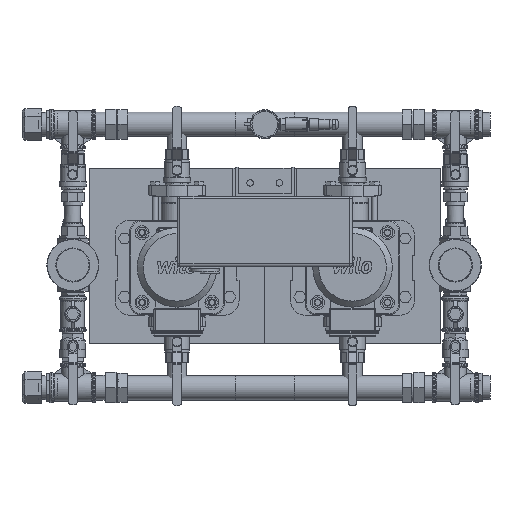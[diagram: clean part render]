
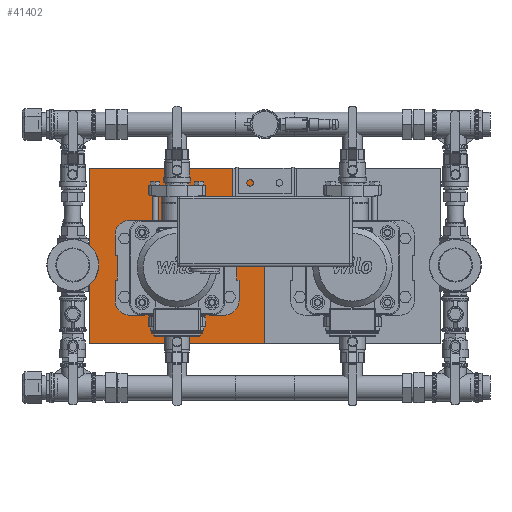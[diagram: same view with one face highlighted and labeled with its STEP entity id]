
A CAD part, top view. The second image highlights one B-rep face of the part: STEP entity #41402.
In plain terms, the highlighted planar face has unit normal (0, 0, 1).
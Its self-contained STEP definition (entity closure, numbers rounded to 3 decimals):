
#4168=FACE_OUTER_BOUND('',#6891,.T.);
#6891=EDGE_LOOP('',(#27805,#27806,#27807,#27808));
#10242=LINE('',#61472,#13995);
#10263=LINE('',#61514,#14016);
#10265=LINE('',#61518,#14018);
#10266=LINE('',#61519,#14019);
#13995=VECTOR('',#48747,1.);
#14016=VECTOR('',#48778,10.);
#14018=VECTOR('',#48782,10.);
#14019=VECTOR('',#48783,10.);
#17748=VERTEX_POINT('',#61470);
#17749=VERTEX_POINT('',#61471);
#17765=VERTEX_POINT('',#61513);
#17766=VERTEX_POINT('',#61517);
#21812=EDGE_CURVE('',#17748,#17749,#10242,.T.);
#21833=EDGE_CURVE('',#17765,#17749,#10263,.T.);
#21835=EDGE_CURVE('',#17766,#17748,#10265,.T.);
#21836=EDGE_CURVE('',#17766,#17765,#10266,.T.);
#27805=ORIENTED_EDGE('',*,*,#21812,.F.);
#27806=ORIENTED_EDGE('',*,*,#21835,.F.);
#27807=ORIENTED_EDGE('',*,*,#21836,.T.);
#27808=ORIENTED_EDGE('',*,*,#21833,.T.);
#39701=PLANE('',#44264);
#41402=ADVANCED_FACE('',(#4168),#39701,.T.);
#44264=AXIS2_PLACEMENT_3D('',#61516,#48780,#48781);
#48747=DIRECTION('',(0.,-1.,0.));
#48778=DIRECTION('',(1.,0.,0.));
#48780=DIRECTION('center_axis',(0.,0.,1.));
#48781=DIRECTION('ref_axis',(0.,-1.,0.));
#48782=DIRECTION('',(1.,0.,0.));
#48783=DIRECTION('',(0.,-1.,0.));
#61470=CARTESIAN_POINT('',(300.,150.,50.));
#61471=CARTESIAN_POINT('',(300.,-150.,50.));
#61472=CARTESIAN_POINT('',(300.,0.,50.));
#61513=CARTESIAN_POINT('',(0.,-150.,50.));
#61514=CARTESIAN_POINT('',(300.,-150.,50.));
#61516=CARTESIAN_POINT('Origin',(300.,0.,50.));
#61517=CARTESIAN_POINT('',(0.,150.,50.));
#61518=CARTESIAN_POINT('',(300.,150.,50.));
#61519=CARTESIAN_POINT('',(0.,0.,50.));
